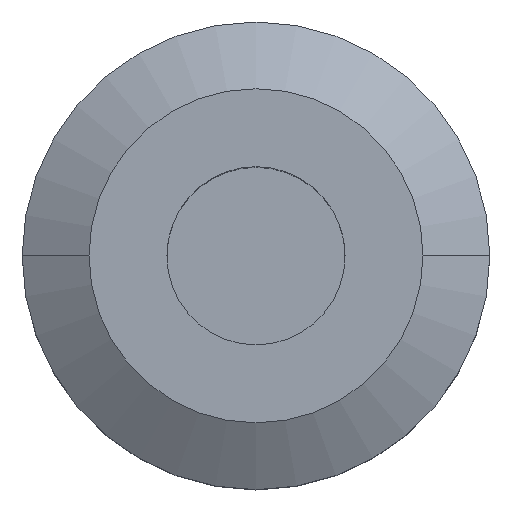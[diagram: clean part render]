
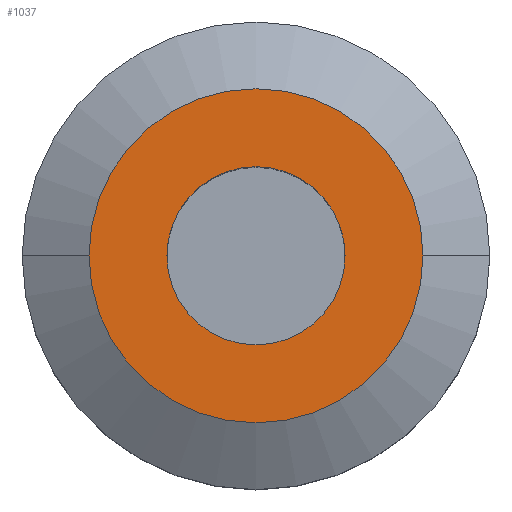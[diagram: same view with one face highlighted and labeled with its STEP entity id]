
A CAD part, top view. The second image highlights one B-rep face of the part: STEP entity #1037.
In plain terms, the highlighted planar face has unit normal (0, 0, 1).
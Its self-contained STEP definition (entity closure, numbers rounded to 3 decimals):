
#75 = DIRECTION ( 'NONE',  ( 0., 0., -1. ) ) ;
#99 = CIRCLE ( 'NONE', #1499, 15. ) ;
#112 = CIRCLE ( 'NONE', #1308, 8. ) ;
#117 = CARTESIAN_POINT ( 'NONE',  ( 8., 0., 75. ) ) ;
#118 = EDGE_LOOP ( 'NONE', ( #810, #368 ) ) ;
#150 = CIRCLE ( 'NONE', #738, 8. ) ;
#199 = AXIS2_PLACEMENT_3D ( 'NONE', #253, #379, #233 ) ;
#233 = DIRECTION ( 'NONE',  ( -1., 0., 0. ) ) ;
#242 = EDGE_CURVE ( 'NONE', #729, #987, #112, .T. ) ;
#253 = CARTESIAN_POINT ( 'NONE',  ( 0., 0., 75. ) ) ;
#286 = AXIS2_PLACEMENT_3D ( 'NONE', #878, #992, #374 ) ;
#318 = ORIENTED_EDGE ( 'NONE', *, *, #1480, .F. ) ;
#319 = EDGE_CURVE ( 'NONE', #447, #640, #458, .T. ) ;
#360 = FACE_BOUND ( 'NONE', #118, .T. ) ;
#368 = ORIENTED_EDGE ( 'NONE', *, *, #754, .T. ) ;
#374 = DIRECTION ( 'NONE',  ( -1., 0., 0. ) ) ;
#379 = DIRECTION ( 'NONE',  ( 0., 0., -1. ) ) ;
#393 = CARTESIAN_POINT ( 'NONE',  ( 0., 0., 75. ) ) ;
#408 = CARTESIAN_POINT ( 'NONE',  ( 15., 0., 75. ) ) ;
#414 = EDGE_LOOP ( 'NONE', ( #1288, #318 ) ) ;
#447 = VERTEX_POINT ( 'NONE', #854 ) ;
#458 = CIRCLE ( 'NONE', #199, 15. ) ;
#601 = FACE_OUTER_BOUND ( 'NONE', #414, .T. ) ;
#640 = VERTEX_POINT ( 'NONE', #408 ) ;
#644 = DIRECTION ( 'NONE',  ( 0., 0., -1. ) ) ;
#707 = CARTESIAN_POINT ( 'NONE',  ( 0., 0., 75. ) ) ;
#729 = VERTEX_POINT ( 'NONE', #891 ) ;
#738 = AXIS2_PLACEMENT_3D ( 'NONE', #393, #644, #1437 ) ;
#754 = EDGE_CURVE ( 'NONE', #987, #729, #150, .T. ) ;
#810 = ORIENTED_EDGE ( 'NONE', *, *, #242, .T. ) ;
#827 = DIRECTION ( 'NONE',  ( -1., 0., 0. ) ) ;
#854 = CARTESIAN_POINT ( 'NONE',  ( -15., 0., 75. ) ) ;
#878 = CARTESIAN_POINT ( 'NONE',  ( 0., 15., 75. ) ) ;
#891 = CARTESIAN_POINT ( 'NONE',  ( -8., 0., 75. ) ) ;
#987 = VERTEX_POINT ( 'NONE', #117 ) ;
#992 = DIRECTION ( 'NONE',  ( 0., 0., -1. ) ) ;
#1037 = ADVANCED_FACE ( 'NONE', ( #360, #601 ), #1605, .F. ) ;
#1071 = DIRECTION ( 'NONE',  ( 0., 0., -1. ) ) ;
#1228 = DIRECTION ( 'NONE',  ( -1., 0., 0. ) ) ;
#1288 = ORIENTED_EDGE ( 'NONE', *, *, #319, .F. ) ;
#1308 = AXIS2_PLACEMENT_3D ( 'NONE', #1565, #1071, #1228 ) ;
#1437 = DIRECTION ( 'NONE',  ( -1., 0., 0. ) ) ;
#1480 = EDGE_CURVE ( 'NONE', #640, #447, #99, .T. ) ;
#1499 = AXIS2_PLACEMENT_3D ( 'NONE', #707, #75, #827 ) ;
#1565 = CARTESIAN_POINT ( 'NONE',  ( 0., 0., 75. ) ) ;
#1605 = PLANE ( 'NONE',  #286 ) ;
